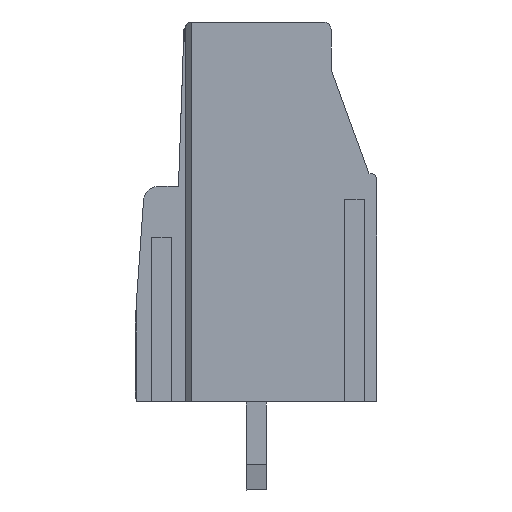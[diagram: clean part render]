
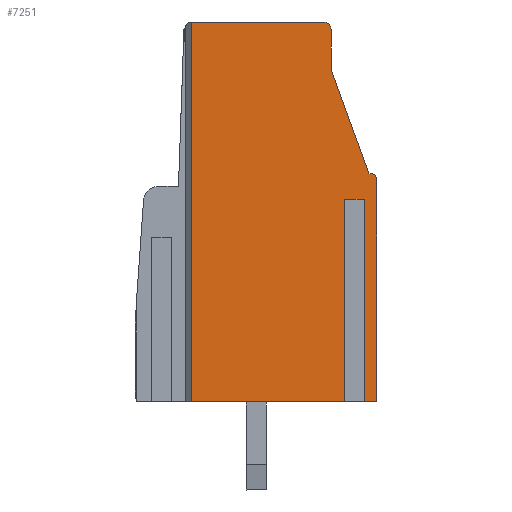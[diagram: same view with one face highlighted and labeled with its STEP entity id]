
A CAD part, left-side view. The second image highlights one B-rep face of the part: STEP entity #7251.
In plain terms, the highlighted planar face has unit normal (-1, 0, 0).
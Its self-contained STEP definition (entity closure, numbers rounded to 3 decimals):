
#7251=ADVANCED_FACE('',(#13960),#13961,.F.);
#13960=FACE_OUTER_BOUND('',#22099,.T.);
#13961=PLANE('',#22100);
#22099=EDGE_LOOP('',(#37629,#37630,#37631,#37632,#37633,#37634,#37635,#37636,#37637,#37638,#37639,#37640,#37641,#37642));
#22100=AXIS2_PLACEMENT_3D('',#37643,#37644,#37645);
#37629=ORIENTED_EDGE('',*,*,#46643,.T.);
#37630=ORIENTED_EDGE('',*,*,#46659,.F.);
#37631=ORIENTED_EDGE('',*,*,#46569,.F.);
#37632=ORIENTED_EDGE('',*,*,#46675,.F.);
#37633=ORIENTED_EDGE('',*,*,#46676,.F.);
#37634=ORIENTED_EDGE('',*,*,#46605,.F.);
#37635=ORIENTED_EDGE('',*,*,#46511,.F.);
#37636=ORIENTED_EDGE('',*,*,#46508,.F.);
#37637=ORIENTED_EDGE('',*,*,#46492,.F.);
#37638=ORIENTED_EDGE('',*,*,#46489,.F.);
#37639=ORIENTED_EDGE('',*,*,#46550,.F.);
#37640=ORIENTED_EDGE('',*,*,#46663,.F.);
#37641=ORIENTED_EDGE('',*,*,#46610,.F.);
#37642=ORIENTED_EDGE('',*,*,#46666,.F.);
#37643=CARTESIAN_POINT('',(0.,0.362,8.));
#37644=DIRECTION('',(1.0,0.,0.));
#37645=DIRECTION('',(0.,1.0,0.));
#46489=EDGE_CURVE('',#54954,#54956,#54957,.F.);
#46492=EDGE_CURVE('',#54956,#54960,#54961,.F.);
#46508=EDGE_CURVE('',#54960,#54984,#54985,.F.);
#46511=EDGE_CURVE('',#54984,#54988,#54989,.F.);
#46550=EDGE_CURVE('',#55048,#54954,#55050,.F.);
#46569=EDGE_CURVE('',#55076,#55078,#55079,.F.);
#46605=EDGE_CURVE('',#54988,#55126,#55128,.F.);
#46610=EDGE_CURVE('',#55133,#55134,#55135,.T.);
#46643=EDGE_CURVE('',#55176,#55177,#55178,.F.);
#46659=EDGE_CURVE('',#55078,#55177,#55197,.F.);
#46663=EDGE_CURVE('',#55134,#55048,#55203,.F.);
#46666=EDGE_CURVE('',#55176,#55133,#55206,.F.);
#46675=EDGE_CURVE('',#55217,#55076,#55218,.T.);
#46676=EDGE_CURVE('',#55126,#55217,#55219,.T.);
#54954=VERTEX_POINT('',#67989);
#54956=VERTEX_POINT('',#67991);
#54957=CIRCLE('',#67992,0.3);
#54960=VERTEX_POINT('',#67996);
#54961=LINE('',#67997,#67998);
#54984=VERTEX_POINT('',#68031);
#54985=CIRCLE('',#68032,0.3);
#54988=VERTEX_POINT('',#68036);
#54989=LINE('',#68037,#68038);
#55048=VERTEX_POINT('',#68126);
#55050=LINE('',#68129,#68130);
#55076=VERTEX_POINT('',#68165);
#55078=VERTEX_POINT('',#68168);
#55079=LINE('',#68169,#68170);
#55126=VERTEX_POINT('',#68241);
#55128=LINE('',#68244,#68245);
#55133=VERTEX_POINT('',#68252);
#55134=VERTEX_POINT('',#68253);
#55135=LINE('',#68254,#68255);
#55176=VERTEX_POINT('',#68314);
#55177=VERTEX_POINT('',#68315);
#55178=LINE('',#68316,#68317);
#55197=LINE('',#68343,#68344);
#55203=LINE('',#68353,#68354);
#55206=LINE('',#68358,#68359);
#55217=VERTEX_POINT('',#68374);
#55218=CIRCLE('',#68375,0.2);
#55219=LINE('',#68376,#68377);
#67989=CARTESIAN_POINT('',(0.,7.3,15.));
#67991=CARTESIAN_POINT('',(0.,7.283,15.));
#67992=AXIS2_PLACEMENT_3D('',#75451,#75452,#75453);
#67996=CARTESIAN_POINT('',(0.,2.1,15.));
#67997=CARTESIAN_POINT('',(0.,3.331,15.));
#67998=VECTOR('',#75455,1.0);
#68031=CARTESIAN_POINT('',(0.,1.8,14.7));
#68032=AXIS2_PLACEMENT_3D('',#75472,#75473,#75474);
#68036=CARTESIAN_POINT('',(0.,1.8,13.121));
#68037=CARTESIAN_POINT('',(0.,1.8,10.561));
#68038=VECTOR('',#75476,1.0);
#68126=CARTESIAN_POINT('',(0.,7.3,0.));
#68129=CARTESIAN_POINT('',(0.,7.3,12.25));
#68130=VECTOR('',#75510,1.0);
#68165=CARTESIAN_POINT('',(0.,0.,8.8));
#68168=CARTESIAN_POINT('',(0.,0.,0.));
#68169=CARTESIAN_POINT('',(0.,0.,7.217));
#68170=VECTOR('',#75533,1.0);
#68241=CARTESIAN_POINT('',(0.,0.3,9.));
#68244=CARTESIAN_POINT('',(0.,0.143,8.568));
#68245=VECTOR('',#75559,1.0);
#68252=CARTESIAN_POINT('',(0.,1.082,8.));
#68253=CARTESIAN_POINT('',(0.,1.082,0.));
#68254=CARTESIAN_POINT('',(0.,1.082,4.));
#68255=VECTOR('',#75562,1.0);
#68314=CARTESIAN_POINT('',(0.,0.668,8.));
#68315=CARTESIAN_POINT('',(0.,0.668,0.));
#68316=CARTESIAN_POINT('',(0.,0.668,4.));
#68317=VECTOR('',#75590,1.0);
#68343=CARTESIAN_POINT('',(0.,4.292,0.));
#68344=VECTOR('',#75604,1.0);
#68353=CARTESIAN_POINT('',(0.,4.292,0.));
#68354=VECTOR('',#75608,1.0);
#68358=CARTESIAN_POINT('',(0.,0.619,8.));
#68359=VECTOR('',#75610,1.0);
#68374=CARTESIAN_POINT('',(0.,0.2,9.));
#68375=AXIS2_PLACEMENT_3D('',#75615,#75616,#75617);
#68376=CARTESIAN_POINT('',(0.,0.281,9.));
#68377=VECTOR('',#75618,1.0);
#75451=CARTESIAN_POINT('',(0.,7.283,14.7));
#75452=DIRECTION('',(-1.0,0.,0.));
#75453=DIRECTION('',(0.,1.0,0.));
#75455=DIRECTION('',(0.,1.0,0.));
#75472=CARTESIAN_POINT('',(0.,2.1,14.7));
#75473=DIRECTION('',(-1.0,0.,0.));
#75474=DIRECTION('',(0.,1.0,0.));
#75476=DIRECTION('',(0.,0.,1.0));
#75510=DIRECTION('',(0.,0.,-1.0));
#75533=DIRECTION('',(0.,0.,1.0));
#75559=DIRECTION('',(0.,0.342,0.94));
#75562=DIRECTION('',(0.,0.,-1.0));
#75590=DIRECTION('',(0.,0.,1.0));
#75604=DIRECTION('',(0.,-1.0,0.));
#75608=DIRECTION('',(0.,-1.0,0.));
#75610=DIRECTION('',(0.,-1.0,0.));
#75615=CARTESIAN_POINT('',(0.,0.2,8.8));
#75616=DIRECTION('',(1.0,0.,0.));
#75617=DIRECTION('',(0.,1.0,0.));
#75618=DIRECTION('',(0.,-1.0,0.));
